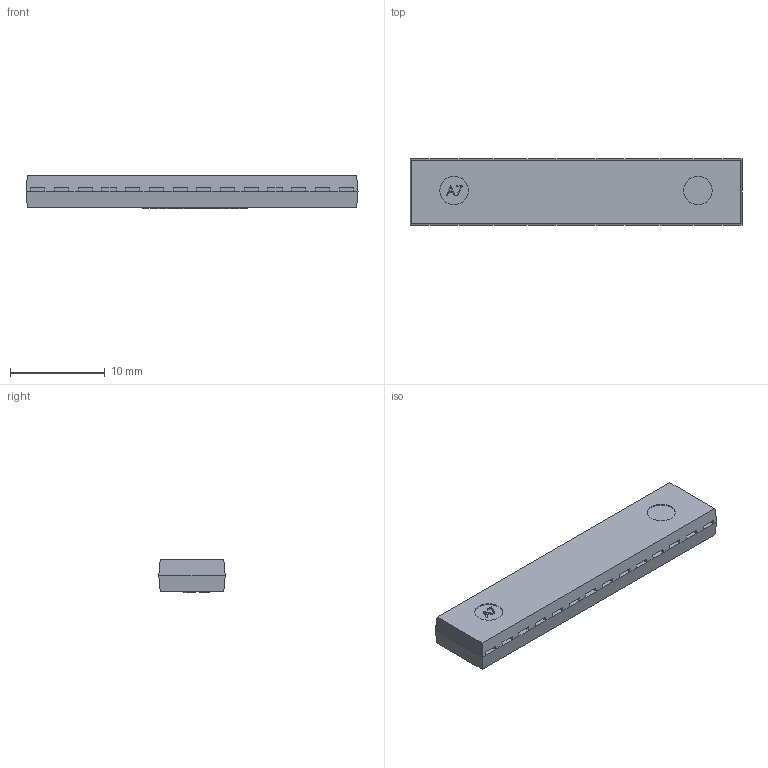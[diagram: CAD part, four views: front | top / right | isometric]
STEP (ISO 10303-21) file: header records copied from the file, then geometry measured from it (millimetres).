
FILE_DESCRIPTION (( 'STEP AP203' ), '1' );
FILE_NAME ('Body step.STEP', '2016-10-13T08:58:34', ( '' ), ( '' ), 'SwSTEP 2.0', 'SolidWorks 2016', '' );
FILE_SCHEMA (( 'CONFIG_CONTROL_DESIGN' ));
Length unit declared in the file: millimetre
Products named in the file (1): Body step
Bounding box: 35 x 7 x 3.5 mm (x, y, z)
Volume: 779.8 mm3; surface area: 944.4 mm2
Topology: 1 solids, 1 shells, 477 faces, 1254 edges, 816 vertices
Faces by surface type: plane 370, bspline 95, cylinder 12
Entity records: 19655 total; most frequent: CARTESIAN_POINT 8465, ORIENTED_EDGE 2508, DIRECTION 1852, EDGE_CURVE 1254, LINE 1038, VECTOR 1038, VERTEX_POINT 816, EDGE_LOOP 514
